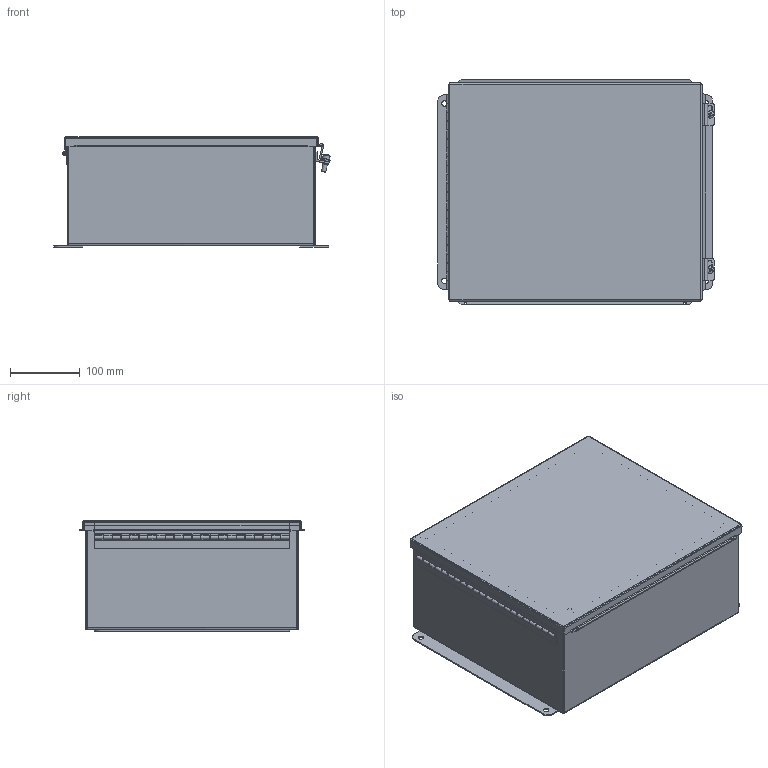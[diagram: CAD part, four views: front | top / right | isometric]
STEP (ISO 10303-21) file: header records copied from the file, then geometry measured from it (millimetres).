
FILE_DESCRIPTION((''),'2;1');
FILE_NAME('B141206CHS.iam.stp','2012-02-09T07:14:20',(''),(''),'Autodesk Inventor 2012','Autodesk Inventor 2012','');
FILE_SCHEMA(('AUTOMOTIVE_DESIGN { 1 0 10303 214 1 1 1 1 }'));
Length unit declared in the file: inch
Products named in the file (14): B141206CHS; 3499; 3485; C1001; C1002; 372134; B141206CHSBKP; 328123; 328123LH; 328123P; 328123TH; 316168 (12x14); 38811; B1412CHSLID
Assembly tree (21 placements, depth 3):
  B141206CHS
    3499  x4
    3485  x2
    C1001  x2
    C1002  x2
    372134  x2
    B141206CHSBKP
    328123
      328123LH
      328123P
      328123TH
    316168 (12x14)  x2
    38811
    B1412CHSLID
Bounding box: 395.87 x 323.58 x 157.98 mm (x, y, z)
Volume: 971002.5 mm3; surface area: 1048663.8 mm2
Topology: 20 solids, 20 shells, 499 faces, 1233 edges, 783 vertices
Faces by surface type: plane 323, cylinder 131, bspline 36, sphere 4, cone 3, torus 2
Full cylindrical faces by diameter (mm): 2.54 x1, 2.957 x22, 3.556 x2, 3.962 x4, 4.826 x1, 4.978 x2, 6.35 x3, 7.62 x4, 7.874 x4, 8.738 x2, 10.402 x2, 15.875 x4
Entity records: 12710 total; most frequent: CARTESIAN_POINT 2771, DIRECTION 1882, ORIENTED_EDGE 1856, EDGE_CURVE 928, VECTOR 704, LINE 704, VERTEX_POINT 602, AXIS2_PLACEMENT_3D 589
